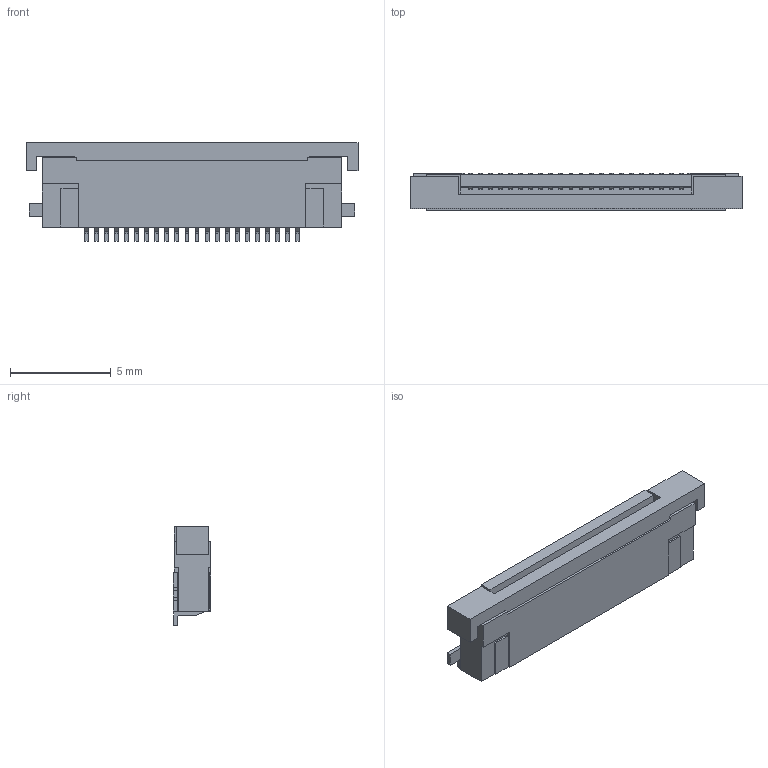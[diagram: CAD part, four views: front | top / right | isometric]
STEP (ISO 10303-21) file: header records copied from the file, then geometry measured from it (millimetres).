
FILE_DESCRIPTION((''),'2;1');
FILE_NAME('ISFV22R_1STLF','2007-09-03T',('ShoujiR'),(''),'PRO/ENGINEER BY PARAMETRIC TECHNOLOGY CORPORATION, 2005230','PRO/ENGINEER BY PARAMETRIC TECHNOLOGY CORPORATION, 2005230','');
FILE_SCHEMA(('CONFIG_CONTROL_DESIGN'));
Length unit declared in the file: millimetre
Products named in the file (1): ISFV22R_1STLF
Bounding box: 16.5 x 1.87 x 4.9 mm (x, y, z)
Volume: 103.1 mm3; surface area: 336.8 mm2
Topology: 1 solids, 1 shells, 518 faces, 1480 edges, 986 vertices
Faces by surface type: plane 452, cylinder 66
Entity records: 16698 total; most frequent: CARTESIAN_POINT 2984, ORIENTED_EDGE 2960, DIRECTION 2648, EDGE_CURVE 1480, VECTOR 1348, LINE 1348, VERTEX_POINT 986, AXIS2_PLACEMENT_3D 650
